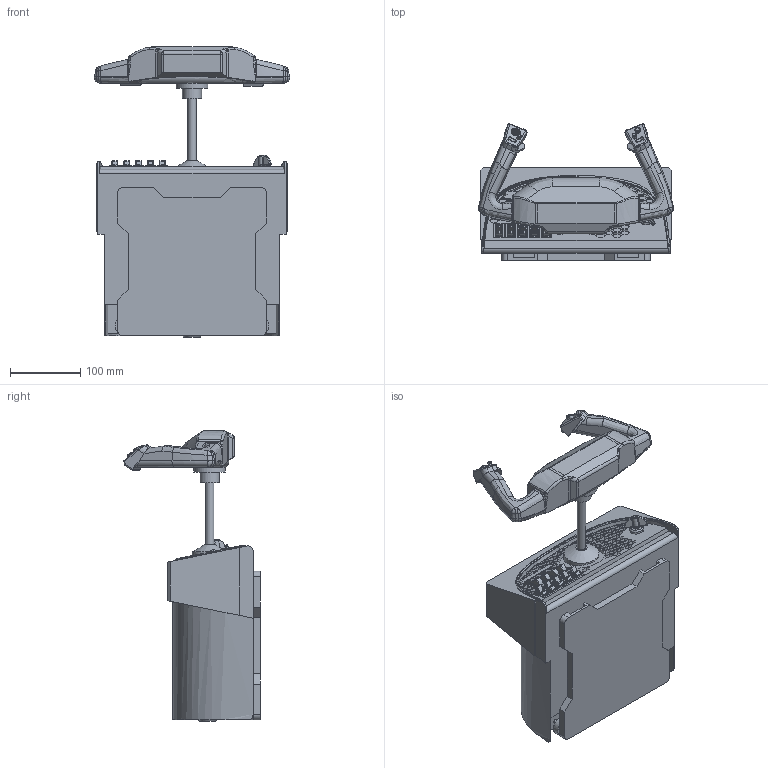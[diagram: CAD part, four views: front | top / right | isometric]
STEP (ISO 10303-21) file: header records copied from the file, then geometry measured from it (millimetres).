
FILE_DESCRIPTION(/* description */ (''),/* implementation_level */ '2;1');
FILE_NAME(/* name */ 'HONEYCOMB_Yoke_new_v1.step',/* time_stamp */ '2021-12-11T14:12:30-07:00',/* author */ (''),/* organization */ (''),/* preprocessor_version */ 'ST-DEVELOPER v18.1',/* originating_system */ 'Autodesk Translation Framework v10.10.0.1391',/* authorisation */ '');
FILE_SCHEMA (('AUTOMOTIVE_DESIGN { 1 0 10303 214 3 1 1 }'));
Length unit declared in the file: millimetre
Products named in the file (7): HONEYCOMB_Yoke_new; Honeycom_Yoke_B; Honeycomb_Yoke_A; Master_Schalter; Master_Schalter_w; Licht; Motor
Assembly tree (12 placements, depth 2):
  HONEYCOMB_Yoke_new
    Honeycom_Yoke_B
    Honeycomb_Yoke_A
    Master_Schalter  x2
    Master_Schalter_w  x2
    Licht  x5
    Motor
Bounding box: 278.29 x 194.43 x 414.5 mm (x, y, z)
Volume: 7225018.4 mm3; surface area: 395833.5 mm2
Topology: 13 solids, 13 shells, 1431 faces, 3491 edges, 2199 vertices
Faces by surface type: plane 850, cylinder 277, bspline 208, torus 62, sphere 25, cone 9
Full cylindrical faces by diameter (mm): 4 x6, 4.5 x2, 5 x2, 5.8 x2, 7 x1, 8 x2, 10 x1, 12 x2, 13 x1, 20 x1, 26 x1, 27.5 x1, 29 x2, 45 x1, 50 x1, 66 x1
Entity records: 45555 total; most frequent: CARTESIAN_POINT 17507, ORIENTED_EDGE 5912, DIRECTION 5396, EDGE_CURVE 2956, LINE 2122, VECTOR 2122, VERTEX_POINT 1895, AXIS2_PLACEMENT_3D 1637
